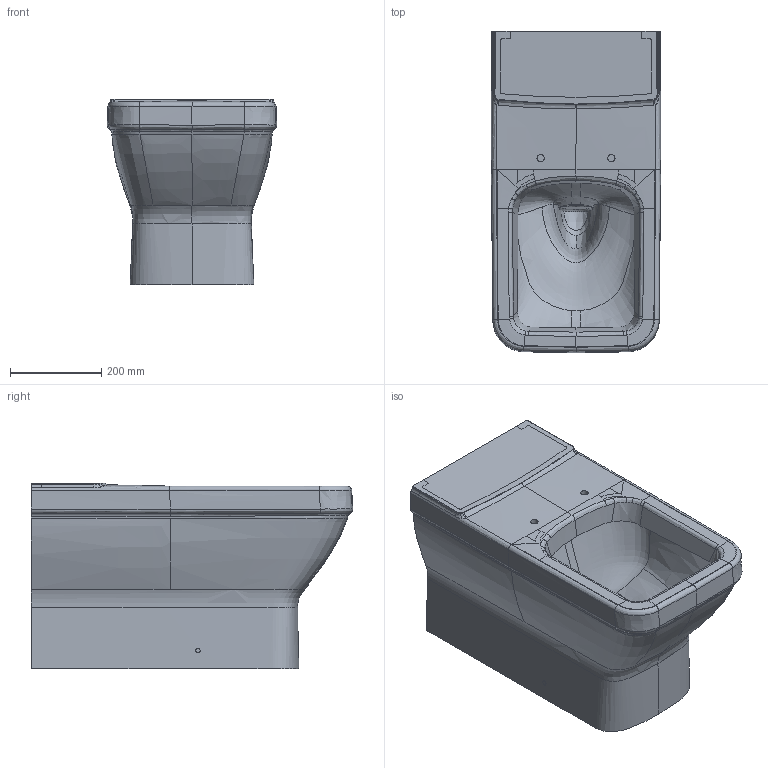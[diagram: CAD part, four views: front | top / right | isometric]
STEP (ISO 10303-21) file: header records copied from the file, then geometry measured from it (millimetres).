
FILE_DESCRIPTION(/* description */ (''),/* implementation_level */ '2;1');
FILE_NAME(/* name */ '568710_Matrix_Eckig_STWC.stp',/* time_stamp */ '2019-02-28T14:52:40+01:00',/* author */ (''),/* organization */ (''),/* preprocessor_version */ 'ST-DEVELOPER v16',/* originating_system */ 'SIEMENS PLM Software NX 10.0',/* authorisation */ '');
FILE_SCHEMA (('AUTOMOTIVE_DESIGN { 1 0 10303 214 3 1 1 1 }'));
Products named in the file (1): math2F8C06ACmh5q
Bounding box: 370.98 x 704.16 x 407.44 mm (x, y, z)
Volume: 58870296.6 mm3; surface area: 1394141.9 mm2
Topology: 1 solids, 1 shells, 248 faces, 639 edges, 393 vertices
Faces by surface type: bspline 234, plane 10, cone 2, cylinder 2
Entity records: 33182 total; most frequent: CARTESIAN_POINT 29366, ORIENTED_EDGE 1266, EDGE_CURVE 633, B_SPLINE_CURVE_WITH_KNOTS 492, VERTEX_POINT 393, EDGE_LOOP 254, ADVANCED_FACE 248, FACE_OUTER_BOUND 242
